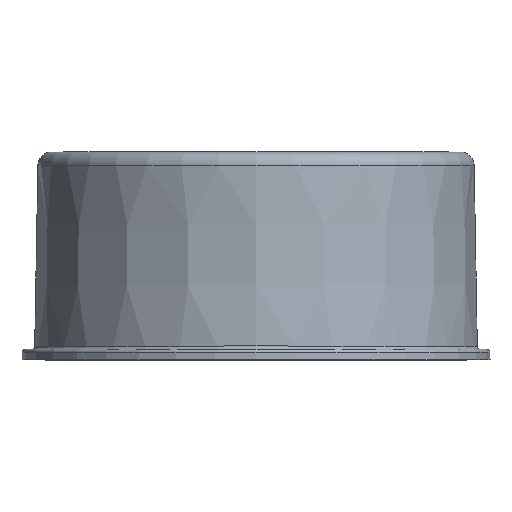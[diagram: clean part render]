
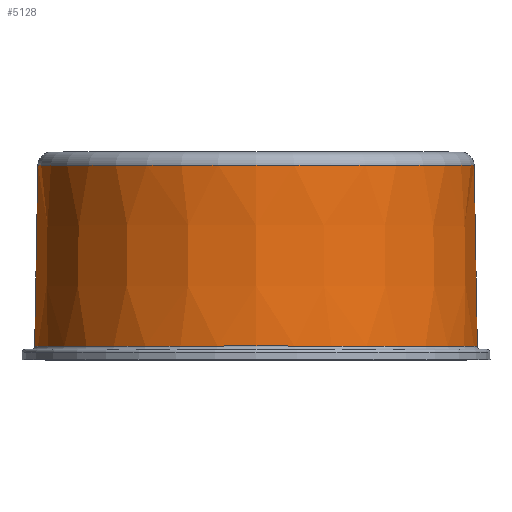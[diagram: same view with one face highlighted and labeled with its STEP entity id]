
A CAD part, top view. The second image highlights one B-rep face of the part: STEP entity #5128.
In plain terms, the highlighted conical face has half-angle 1 degrees and reference radius 21.332 mm.
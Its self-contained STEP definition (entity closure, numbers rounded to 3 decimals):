
#534 = CIRCLE ( 'NONE', #834, 21.005 ) ;
#570 = DIRECTION ( 'NONE',  ( 0., 1., 0. ) ) ;
#579 = FACE_OUTER_BOUND ( 'NONE', #5205, .T. ) ;
#834 = AXIS2_PLACEMENT_3D ( 'NONE', #3794, #5677, #1301 ) ;
#855 = CARTESIAN_POINT ( 'NONE',  ( 21.309, 1.295, 0. ) ) ;
#903 = LINE ( 'NONE', #3896, #4899 ) ;
#976 = VERTEX_POINT ( 'NONE', #3812 ) ;
#1062 = CARTESIAN_POINT ( 'NONE',  ( -21.309, 1.295, 0. ) ) ;
#1103 = VERTEX_POINT ( 'NONE', #1062 ) ;
#1301 = DIRECTION ( 'NONE',  ( -1., 0., 0. ) ) ;
#1425 = ORIENTED_EDGE ( 'NONE', *, *, #3100, .T. ) ;
#2010 = EDGE_CURVE ( 'NONE', #3854, #976, #534, .T. ) ;
#2172 = CONICAL_SURFACE ( 'NONE', #3913, 21.332, 0.017 ) ;
#2485 = CARTESIAN_POINT ( 'NONE',  ( 0., 1.295, 0. ) ) ;
#2672 = AXIS2_PLACEMENT_3D ( 'NONE', #2485, #570, #5322 ) ;
#3014 = CARTESIAN_POINT ( 'NONE',  ( 21.332, 0., 0. ) ) ;
#3100 = EDGE_CURVE ( 'NONE', #976, #1103, #903, .T. ) ;
#3495 = VECTOR ( 'NONE', #3738, 1000. ) ;
#3512 = CARTESIAN_POINT ( 'NONE',  ( 0., 0., 0. ) ) ;
#3652 = ORIENTED_EDGE ( 'NONE', *, *, #4503, .F. ) ;
#3738 = DIRECTION ( 'NONE',  ( 0.017, -1., 0. ) ) ;
#3794 = CARTESIAN_POINT ( 'NONE',  ( 0., 18.723, 0. ) ) ;
#3812 = CARTESIAN_POINT ( 'NONE',  ( -21.005, 18.723, 0. ) ) ;
#3854 = VERTEX_POINT ( 'NONE', #5619 ) ;
#3896 = CARTESIAN_POINT ( 'NONE',  ( -21.332, 0., 0. ) ) ;
#3913 = AXIS2_PLACEMENT_3D ( 'NONE', #3512, #5459, #5366 ) ;
#4037 = ORIENTED_EDGE ( 'NONE', *, *, #2010, .T. ) ;
#4199 = VERTEX_POINT ( 'NONE', #855 ) ;
#4320 = DIRECTION ( 'NONE',  ( -0.017, -1., 0. ) ) ;
#4388 = EDGE_CURVE ( 'NONE', #1103, #4199, #5942, .T. ) ;
#4503 = EDGE_CURVE ( 'NONE', #3854, #4199, #5452, .T. ) ;
#4852 = ORIENTED_EDGE ( 'NONE', *, *, #4388, .T. ) ;
#4899 = VECTOR ( 'NONE', #4320, 1000. ) ;
#5128 = ADVANCED_FACE ( 'NONE', ( #579 ), #2172, .T. ) ;
#5205 = EDGE_LOOP ( 'NONE', ( #4037, #1425, #4852, #3652 ) ) ;
#5322 = DIRECTION ( 'NONE',  ( 1., 0., 0. ) ) ;
#5366 = DIRECTION ( 'NONE',  ( 1., 0., 0. ) ) ;
#5452 = LINE ( 'NONE', #3014, #3495 ) ;
#5459 = DIRECTION ( 'NONE',  ( 0., -1., 0. ) ) ;
#5619 = CARTESIAN_POINT ( 'NONE',  ( 21.005, 18.723, 0. ) ) ;
#5677 = DIRECTION ( 'NONE',  ( 0., -1., 0. ) ) ;
#5942 = CIRCLE ( 'NONE', #2672, 21.309 ) ;
